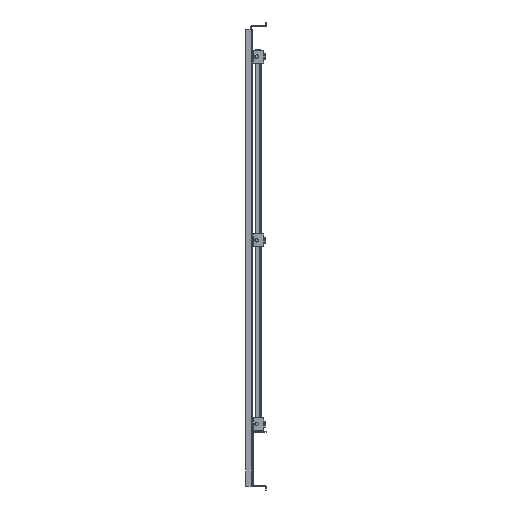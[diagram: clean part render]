
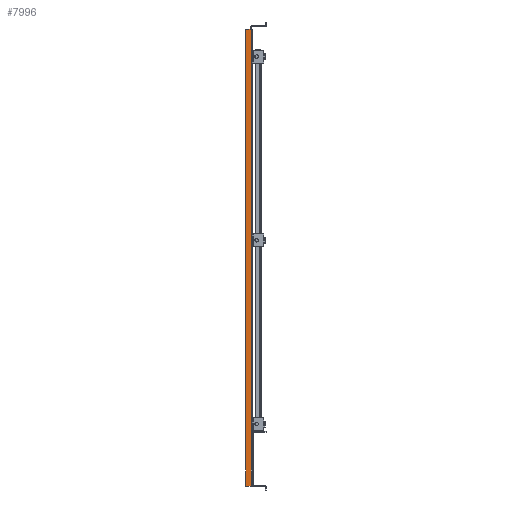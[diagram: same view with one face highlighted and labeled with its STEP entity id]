
A CAD part, left-side view. The second image highlights one B-rep face of the part: STEP entity #7996.
In plain terms, the highlighted planar face has unit normal (-1, 0, 0).
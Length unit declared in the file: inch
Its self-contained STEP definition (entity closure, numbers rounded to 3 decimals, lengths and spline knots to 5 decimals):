
#145 = LINE ( 'NONE', #10504, #5612 ) ;
#169 = ORIENTED_EDGE ( 'NONE', *, *, #4711, .F. ) ;
#932 = CARTESIAN_POINT ( 'NONE',  ( -23., 1.247, 50.578 ) ) ;
#1052 = CARTESIAN_POINT ( 'NONE',  ( -23., 1.247, -6.922 ) ) ;
#1611 = DIRECTION ( 'NONE',  ( 0., -1., 0. ) ) ;
#1852 = CARTESIAN_POINT ( 'NONE',  ( -23., 1.937, -6.922 ) ) ;
#2140 = AXIS2_PLACEMENT_3D ( 'NONE', #9958, #8254, #9032 ) ;
#2614 = ORIENTED_EDGE ( 'NONE', *, *, #3446, .F. ) ;
#2916 = DIRECTION ( 'NONE',  ( 0., 0., -1. ) ) ;
#3106 = VECTOR ( 'NONE', #11484, 39.37008 ) ;
#3327 = VERTEX_POINT ( 'NONE', #1052 ) ;
#3446 = EDGE_CURVE ( 'NONE', #10959, #3327, #6902, .T. ) ;
#3491 = DIRECTION ( 'NONE',  ( 0., 0., -1. ) ) ;
#4155 = CARTESIAN_POINT ( 'NONE',  ( -23., 1.937, 50.578 ) ) ;
#4711 = EDGE_CURVE ( 'NONE', #3327, #6730, #7574, .T. ) ;
#4788 = ORIENTED_EDGE ( 'NONE', *, *, #8972, .F. ) ;
#5027 = VECTOR ( 'NONE', #2916, 39.37008 ) ;
#5571 = VERTEX_POINT ( 'NONE', #4155 ) ;
#5612 = VECTOR ( 'NONE', #1611, 39.37008 ) ;
#6059 = CARTESIAN_POINT ( 'NONE',  ( -23., 1.187, -6.922 ) ) ;
#6295 = CARTESIAN_POINT ( 'NONE',  ( -23., 1.247, 50.578 ) ) ;
#6730 = VERTEX_POINT ( 'NONE', #1852 ) ;
#6811 = EDGE_CURVE ( 'NONE', #5571, #6730, #9058, .T. ) ;
#6902 = LINE ( 'NONE', #6295, #8993 ) ;
#7357 = PLANE ( 'NONE',  #2140 ) ;
#7574 = LINE ( 'NONE', #6059, #3106 ) ;
#7996 = ADVANCED_FACE ( 'NONE', ( #9112 ), #7357, .T. ) ;
#8254 = DIRECTION ( 'NONE',  ( -1., 0., 0. ) ) ;
#8972 = EDGE_CURVE ( 'NONE', #5571, #10959, #145, .T. ) ;
#8993 = VECTOR ( 'NONE', #3491, 39.37008 ) ;
#9032 = DIRECTION ( 'NONE',  ( 0., -1., 0. ) ) ;
#9058 = LINE ( 'NONE', #10828, #5027 ) ;
#9112 = FACE_OUTER_BOUND ( 'NONE', #10161, .T. ) ;
#9790 = ORIENTED_EDGE ( 'NONE', *, *, #6811, .T. ) ;
#9958 = CARTESIAN_POINT ( 'NONE',  ( -23., 1.1725, -6.922 ) ) ;
#10161 = EDGE_LOOP ( 'NONE', ( #4788, #9790, #169, #2614 ) ) ;
#10504 = CARTESIAN_POINT ( 'NONE',  ( -23., 1.187, 50.578 ) ) ;
#10828 = CARTESIAN_POINT ( 'NONE',  ( -23., 1.937, 50.578 ) ) ;
#10959 = VERTEX_POINT ( 'NONE', #932 ) ;
#11484 = DIRECTION ( 'NONE',  ( 0., 1., 0. ) ) ;
